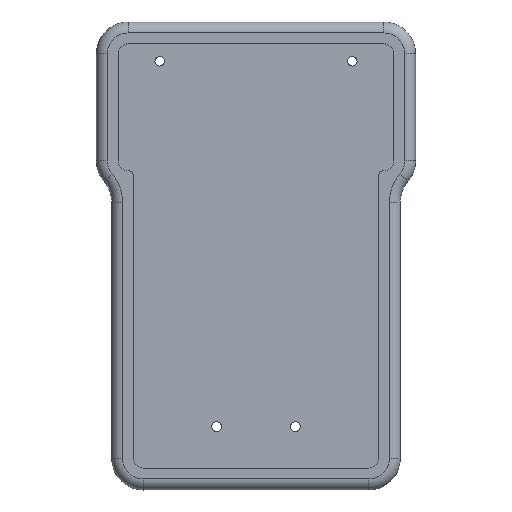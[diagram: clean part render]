
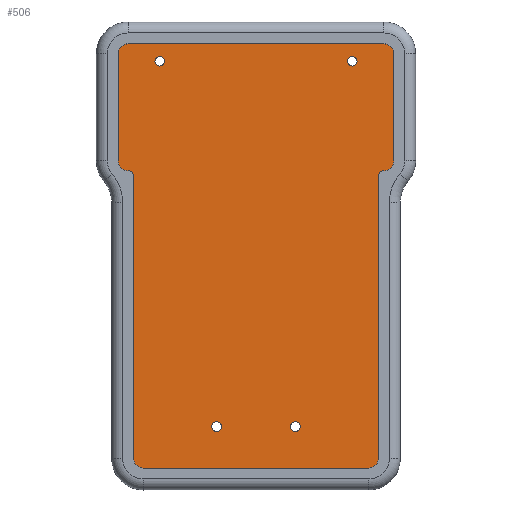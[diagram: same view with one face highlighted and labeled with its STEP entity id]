
A CAD part, top view. The second image highlights one B-rep face of the part: STEP entity #506.
In plain terms, the highlighted planar face has unit normal (0, 0, 1).
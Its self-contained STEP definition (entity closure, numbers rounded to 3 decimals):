
#260=CARTESIAN_POINT('',(29.452,46.897,1.2));
#261=VERTEX_POINT('',#260);
#262=CARTESIAN_POINT('',(-29.048,46.897,1.2));
#263=VERTEX_POINT('',#262);
#264=CARTESIAN_POINT('',(29.452,46.897,1.2));
#265=DIRECTION('',(-1.,0.,0.));
#266=VECTOR('',#265,58.5);
#267=LINE('',#264,#266);
#268=EDGE_CURVE('',#261,#263,#267,.T.);
#308=CARTESIAN_POINT('',(-118.788,78.667,1.2));
#309=DIRECTION('',(0.,0.,1.));
#310=DIRECTION('',(0.,-1.,0.));
#311=AXIS2_PLACEMENT_3D('',#308,#309,#310);
#312=PLANE('',#311);
#313=CARTESIAN_POINT('',(-22.898,42.947,1.2));
#314=VERTEX_POINT('',#313);
#315=CARTESIAN_POINT('',(-20.698,42.947,1.2));
#316=VERTEX_POINT('',#315);
#317=CARTESIAN_POINT('',(-21.798,42.947,1.2));
#318=DIRECTION('',(0.,0.,1.));
#319=DIRECTION('',(1.,0.,-0.));
#320=AXIS2_PLACEMENT_3D('',#317,#318,#319);
#321=CIRCLE('',#320,1.1);
#322=EDGE_CURVE('',#314,#316,#321,.T.);
#323=ORIENTED_EDGE('',*,*,#322,.F.);
#324=CARTESIAN_POINT('',(-21.798,42.947,1.2));
#325=DIRECTION('',(0.,0.,1.));
#326=DIRECTION('',(1.,0.,-0.));
#327=AXIS2_PLACEMENT_3D('',#324,#325,#326);
#328=CIRCLE('',#327,1.1);
#329=EDGE_CURVE('',#316,#314,#328,.T.);
#330=ORIENTED_EDGE('',*,*,#329,.F.);
#331=EDGE_LOOP('',(#323,#330));
#332=FACE_BOUND('',#331,.T.);
#333=CARTESIAN_POINT('',(21.102,42.947,1.2));
#334=VERTEX_POINT('',#333);
#335=CARTESIAN_POINT('',(23.302,42.947,1.2));
#336=VERTEX_POINT('',#335);
#337=CARTESIAN_POINT('',(22.202,42.947,1.2));
#338=DIRECTION('',(0.,0.,1.));
#339=DIRECTION('',(1.,0.,-0.));
#340=AXIS2_PLACEMENT_3D('',#337,#338,#339);
#341=CIRCLE('',#340,1.1);
#342=EDGE_CURVE('',#334,#336,#341,.T.);
#343=ORIENTED_EDGE('',*,*,#342,.F.);
#344=CARTESIAN_POINT('',(22.202,42.947,1.2));
#345=DIRECTION('',(0.,0.,1.));
#346=DIRECTION('',(1.,0.,-0.));
#347=AXIS2_PLACEMENT_3D('',#344,#345,#346);
#348=CIRCLE('',#347,1.1);
#349=EDGE_CURVE('',#336,#334,#348,.T.);
#350=ORIENTED_EDGE('',*,*,#349,.F.);
#351=EDGE_LOOP('',(#343,#350));
#352=FACE_BOUND('',#351,.T.);
#353=CARTESIAN_POINT('',(-9.898,-40.603,1.2));
#354=VERTEX_POINT('',#353);
#355=CARTESIAN_POINT('',(-7.698,-40.603,1.2));
#356=VERTEX_POINT('',#355);
#357=CARTESIAN_POINT('',(-8.798,-40.603,1.2));
#358=DIRECTION('',(0.,0.,1.));
#359=DIRECTION('',(1.,0.,-0.));
#360=AXIS2_PLACEMENT_3D('',#357,#358,#359);
#361=CIRCLE('',#360,1.1);
#362=EDGE_CURVE('',#354,#356,#361,.T.);
#363=ORIENTED_EDGE('',*,*,#362,.F.);
#364=CARTESIAN_POINT('',(-8.798,-40.603,1.2));
#365=DIRECTION('',(0.,0.,1.));
#366=DIRECTION('',(1.,0.,-0.));
#367=AXIS2_PLACEMENT_3D('',#364,#365,#366);
#368=CIRCLE('',#367,1.1);
#369=EDGE_CURVE('',#356,#354,#368,.T.);
#370=ORIENTED_EDGE('',*,*,#369,.F.);
#371=EDGE_LOOP('',(#363,#370));
#372=FACE_BOUND('',#371,.T.);
#373=CARTESIAN_POINT('',(8.102,-40.603,1.2));
#374=VERTEX_POINT('',#373);
#375=CARTESIAN_POINT('',(10.302,-40.603,1.2));
#376=VERTEX_POINT('',#375);
#377=CARTESIAN_POINT('',(9.202,-40.603,1.2));
#378=DIRECTION('',(0.,0.,1.));
#379=DIRECTION('',(1.,0.,-0.));
#380=AXIS2_PLACEMENT_3D('',#377,#378,#379);
#381=CIRCLE('',#380,1.1);
#382=EDGE_CURVE('',#374,#376,#381,.T.);
#383=ORIENTED_EDGE('',*,*,#382,.F.);
#384=CARTESIAN_POINT('',(9.202,-40.603,1.2));
#385=DIRECTION('',(0.,0.,1.));
#386=DIRECTION('',(1.,0.,-0.));
#387=AXIS2_PLACEMENT_3D('',#384,#385,#386);
#388=CIRCLE('',#387,1.1);
#389=EDGE_CURVE('',#376,#374,#388,.T.);
#390=ORIENTED_EDGE('',*,*,#389,.F.);
#391=EDGE_LOOP('',(#383,#390));
#392=FACE_BOUND('',#391,.T.);
#393=CARTESIAN_POINT('',(-27.798,-47.853,1.2));
#394=VERTEX_POINT('',#393);
#395=CARTESIAN_POINT('',(-25.548,-50.103,1.2));
#396=VERTEX_POINT('',#395);
#397=CARTESIAN_POINT('',(-25.548,-47.853,1.2));
#398=DIRECTION('',(0.,0.,1.));
#399=DIRECTION('',(1.,0.,-0.));
#400=AXIS2_PLACEMENT_3D('',#397,#398,#399);
#401=CIRCLE('',#400,2.25);
#402=EDGE_CURVE('',#394,#396,#401,.T.);
#403=ORIENTED_EDGE('',*,*,#402,.T.);
#404=CARTESIAN_POINT('',(25.952,-50.103,1.2));
#405=VERTEX_POINT('',#404);
#406=CARTESIAN_POINT('',(-25.548,-50.103,1.2));
#407=DIRECTION('',(1.,0.,0.));
#408=VECTOR('',#407,51.5);
#409=LINE('',#406,#408);
#410=EDGE_CURVE('',#396,#405,#409,.T.);
#411=ORIENTED_EDGE('',*,*,#410,.T.);
#412=CARTESIAN_POINT('',(28.202,-47.853,1.2));
#413=VERTEX_POINT('',#412);
#414=CARTESIAN_POINT('',(25.952,-47.853,1.2));
#415=DIRECTION('',(0.,0.,1.));
#416=DIRECTION('',(1.,0.,-0.));
#417=AXIS2_PLACEMENT_3D('',#414,#415,#416);
#418=CIRCLE('',#417,2.25);
#419=EDGE_CURVE('',#405,#413,#418,.T.);
#420=ORIENTED_EDGE('',*,*,#419,.T.);
#421=CARTESIAN_POINT('',(28.202,16.647,1.2));
#422=VERTEX_POINT('',#421);
#423=CARTESIAN_POINT('',(28.202,-47.853,1.2));
#424=DIRECTION('',(-0.,1.,0.));
#425=VECTOR('',#424,64.5);
#426=LINE('',#423,#425);
#427=EDGE_CURVE('',#413,#422,#426,.T.);
#428=ORIENTED_EDGE('',*,*,#427,.T.);
#429=CARTESIAN_POINT('',(29.452,17.897,1.2));
#430=VERTEX_POINT('',#429);
#431=CARTESIAN_POINT('',(29.452,16.647,1.2));
#432=DIRECTION('',(-0.,-0.,-1.));
#433=DIRECTION('',(1.,0.,-0.));
#434=AXIS2_PLACEMENT_3D('',#431,#432,#433);
#435=CIRCLE('',#434,1.25);
#436=EDGE_CURVE('',#422,#430,#435,.T.);
#437=ORIENTED_EDGE('',*,*,#436,.T.);
#438=CARTESIAN_POINT('',(31.702,20.147,1.2));
#439=VERTEX_POINT('',#438);
#440=CARTESIAN_POINT('',(29.452,20.147,1.2));
#441=DIRECTION('',(0.,0.,1.));
#442=DIRECTION('',(1.,0.,-0.));
#443=AXIS2_PLACEMENT_3D('',#440,#441,#442);
#444=CIRCLE('',#443,2.25);
#445=EDGE_CURVE('',#430,#439,#444,.T.);
#446=ORIENTED_EDGE('',*,*,#445,.T.);
#447=CARTESIAN_POINT('',(31.702,44.647,1.2));
#448=VERTEX_POINT('',#447);
#449=CARTESIAN_POINT('',(31.702,20.147,1.2));
#450=DIRECTION('',(0.,1.,0.));
#451=VECTOR('',#450,24.5);
#452=LINE('',#449,#451);
#453=EDGE_CURVE('',#439,#448,#452,.T.);
#454=ORIENTED_EDGE('',*,*,#453,.T.);
#455=CARTESIAN_POINT('',(29.452,44.647,1.2));
#456=DIRECTION('',(0.,0.,1.));
#457=DIRECTION('',(1.,0.,-0.));
#458=AXIS2_PLACEMENT_3D('',#455,#456,#457);
#459=CIRCLE('',#458,2.25);
#460=EDGE_CURVE('',#448,#261,#459,.T.);
#461=ORIENTED_EDGE('',*,*,#460,.T.);
#462=ORIENTED_EDGE('',*,*,#268,.T.);
#463=CARTESIAN_POINT('',(-31.298,44.647,1.2));
#464=VERTEX_POINT('',#463);
#465=CARTESIAN_POINT('',(-29.048,44.647,1.2));
#466=DIRECTION('',(0.,0.,1.));
#467=DIRECTION('',(1.,0.,-0.));
#468=AXIS2_PLACEMENT_3D('',#465,#466,#467);
#469=CIRCLE('',#468,2.25);
#470=EDGE_CURVE('',#263,#464,#469,.T.);
#471=ORIENTED_EDGE('',*,*,#470,.T.);
#472=CARTESIAN_POINT('',(-31.298,20.147,1.2));
#473=VERTEX_POINT('',#472);
#474=CARTESIAN_POINT('',(-31.298,44.647,1.2));
#475=DIRECTION('',(0.,-1.,0.));
#476=VECTOR('',#475,24.5);
#477=LINE('',#474,#476);
#478=EDGE_CURVE('',#464,#473,#477,.T.);
#479=ORIENTED_EDGE('',*,*,#478,.T.);
#480=CARTESIAN_POINT('',(-29.048,17.897,1.2));
#481=VERTEX_POINT('',#480);
#482=CARTESIAN_POINT('',(-29.048,20.147,1.2));
#483=DIRECTION('',(0.,0.,1.));
#484=DIRECTION('',(1.,0.,-0.));
#485=AXIS2_PLACEMENT_3D('',#482,#483,#484);
#486=CIRCLE('',#485,2.25);
#487=EDGE_CURVE('',#473,#481,#486,.T.);
#488=ORIENTED_EDGE('',*,*,#487,.T.);
#489=CARTESIAN_POINT('',(-27.798,16.647,1.2));
#490=VERTEX_POINT('',#489);
#491=CARTESIAN_POINT('',(-29.048,16.647,1.2));
#492=DIRECTION('',(-0.,-0.,-1.));
#493=DIRECTION('',(1.,0.,-0.));
#494=AXIS2_PLACEMENT_3D('',#491,#492,#493);
#495=CIRCLE('',#494,1.25);
#496=EDGE_CURVE('',#481,#490,#495,.T.);
#497=ORIENTED_EDGE('',*,*,#496,.T.);
#498=CARTESIAN_POINT('',(-27.798,-47.853,1.2));
#499=DIRECTION('',(0.,1.,0.));
#500=VECTOR('',#499,64.5);
#501=LINE('',#498,#500);
#502=EDGE_CURVE('',#394,#490,#501,.T.);
#503=ORIENTED_EDGE('',*,*,#502,.F.);
#504=EDGE_LOOP('',(#403,#411,#420,#428,#437,#446,#454,#461,#462,#471,#479,#488,#497,#503));
#505=FACE_BOUND('',#504,.T.);
#506=ADVANCED_FACE('',(#332,#352,#372,#392,#505),#312,.T.);
